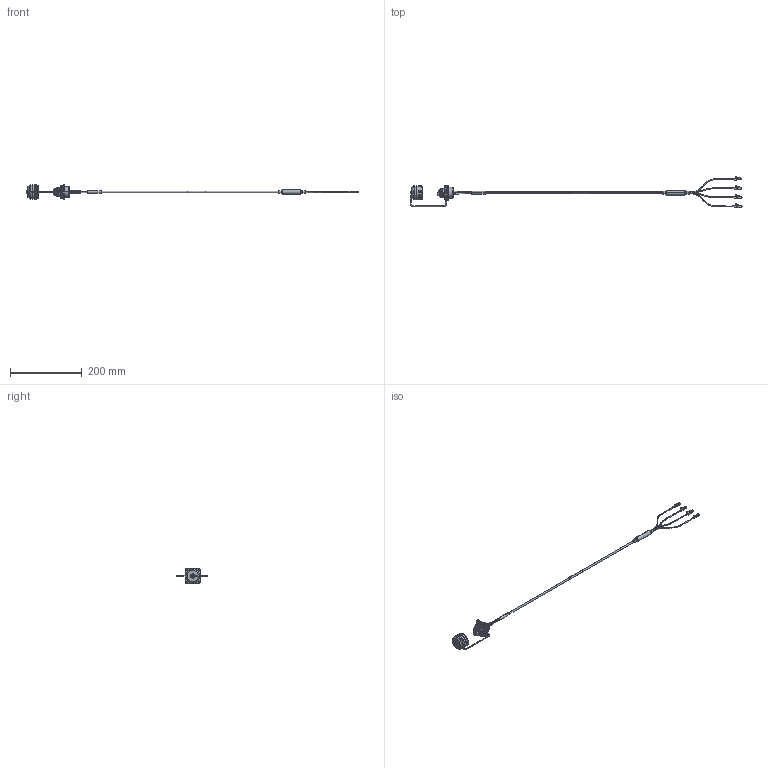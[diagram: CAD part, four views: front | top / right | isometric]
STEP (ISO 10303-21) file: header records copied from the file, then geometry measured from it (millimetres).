
FILE_DESCRIPTION (( 'STEP AP214' ), '1' );
FILE_NAME ('FCA-M8-FMLCM2MT-1_3D.step', '2023-06-09T16:47:22', ( '' ), ( '' ), 'SwSTEP 2.0', 'SolidWorks 2022', '' );
FILE_SCHEMA (( 'AUTOMOTIVE_DESIGN' ));
Length unit declared in the file: inch
Products named in the file (10): FCA-M8-FMLCM2MT-1_3D; Copy (4) of 205-0021-XXX-LC^FCA-M8-FMLCM2MT-1; Copy (2) of 205-0021-XXX-LC^FCA-M8-FMLCM2MT-1; Copy (3) of 205-0021-XXX-LC^FCA-M8-FMLCM2MT-1; Part5^FCA-M8-FMLCM2MT-1; Part2^FCA-M8-FMLCM2MT-1; Part3^FCA-M8-FMLCM2MT-1; Copy of CWTD21B31C(Rec-Flng-WW)^FCA-M8-FMLCM2MT-1; Part4^FCA-M8-FMLCM2MT-1; Copy of 205-0021-XXX-LC^FCA-M8-FMLCM2MT-1
Assembly tree (9 placements, depth 2):
  FCA-M8-FMLCM2MT-1_3D
    Copy of CWTD21B31C(Rec-Flng-WW)^FCA-M8-FMLCM2MT-1
    Part2^FCA-M8-FMLCM2MT-1
    Part3^FCA-M8-FMLCM2MT-1
    Part4^FCA-M8-FMLCM2MT-1
    Part5^FCA-M8-FMLCM2MT-1
    Copy of 205-0021-XXX-LC^FCA-M8-FMLCM2MT-1
    Copy (2) of 205-0021-XXX-LC^FCA-M8-FMLCM2MT-1
    Copy (3) of 205-0021-XXX-LC^FCA-M8-FMLCM2MT-1
    Copy (4) of 205-0021-XXX-LC^FCA-M8-FMLCM2MT-1
Bounding box: 928.27 x 86.18 x 41.27 mm (x, y, z)
Volume: 76115.7 mm3; surface area: 46553.6 mm2
Topology: 14 solids, 14 shells, 2063 faces, 5353 edges, 3499 vertices
Faces by surface type: plane 844, bspline 707, cylinder 349, cone 149, torus 14
Entity records: 99620 total; most frequent: CARTESIAN_POINT 31160, ORIENTED_EDGE 10702, DIRECTION 7459, EDGE_CURVE 5351, VERTEX_POINT 3499, VECTOR 2895, LINE 2895, AXIS2_PLACEMENT_3D 2282
